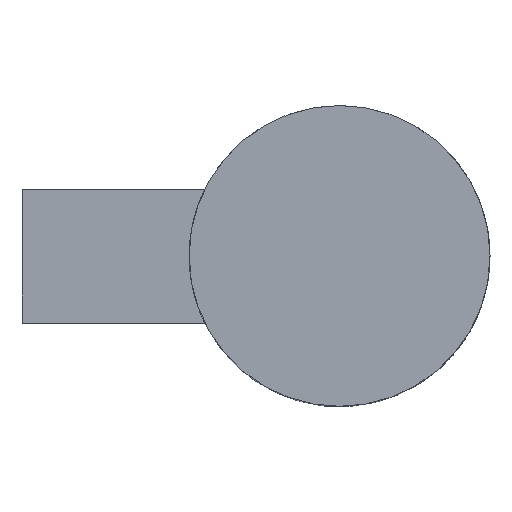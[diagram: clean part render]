
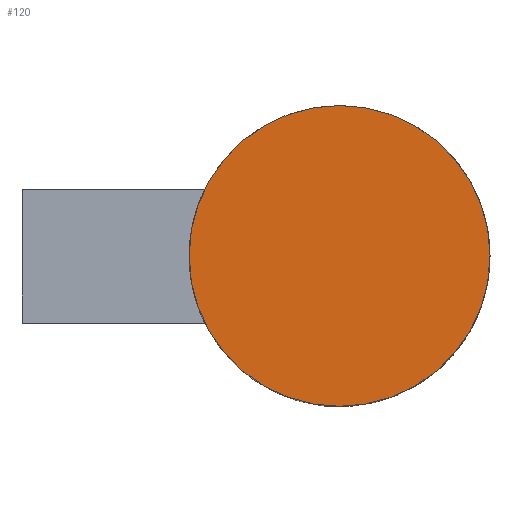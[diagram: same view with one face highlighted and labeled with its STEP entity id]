
A CAD part, top view. The second image highlights one B-rep face of the part: STEP entity #120.
In plain terms, the highlighted planar face has unit normal (0, 0, 1).
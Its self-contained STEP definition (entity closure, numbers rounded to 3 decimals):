
#7 = VERTEX_POINT ( 'NONE', #383 ) ;
#9 = EDGE_LOOP ( 'NONE', ( #457, #46 ) ) ;
#13 = CARTESIAN_POINT ( 'NONE',  ( 0., 0., 15.5 ) ) ;
#36 = CARTESIAN_POINT ( 'NONE',  ( 9., 0., 15.5 ) ) ;
#37 = AXIS2_PLACEMENT_3D ( 'NONE', #13, #256, #212 ) ;
#46 = ORIENTED_EDGE ( 'NONE', *, *, #573, .T. ) ;
#53 = CIRCLE ( 'NONE', #182, 9. ) ;
#120 = ADVANCED_FACE ( 'NONE', ( #157 ), #338, .T. ) ;
#128 = AXIS2_PLACEMENT_3D ( 'NONE', #208, #351, #253 ) ;
#146 = EDGE_CURVE ( 'NONE', #7, #318, #568, .T. ) ;
#157 = FACE_OUTER_BOUND ( 'NONE', #9, .T. ) ;
#182 = AXIS2_PLACEMENT_3D ( 'NONE', #513, #228, #524 ) ;
#208 = CARTESIAN_POINT ( 'NONE',  ( 0., 0., 15.5 ) ) ;
#212 = DIRECTION ( 'NONE',  ( 1., 0., 0. ) ) ;
#228 = DIRECTION ( 'NONE',  ( 0., 0., 1. ) ) ;
#253 = DIRECTION ( 'NONE',  ( 1., 0., 0. ) ) ;
#256 = DIRECTION ( 'NONE',  ( 0., 0., 1. ) ) ;
#318 = VERTEX_POINT ( 'NONE', #36 ) ;
#338 = PLANE ( 'NONE',  #128 ) ;
#351 = DIRECTION ( 'NONE',  ( 0., 0., 1. ) ) ;
#383 = CARTESIAN_POINT ( 'NONE',  ( -9., 0., 15.5 ) ) ;
#457 = ORIENTED_EDGE ( 'NONE', *, *, #146, .T. ) ;
#513 = CARTESIAN_POINT ( 'NONE',  ( 0., 0., 15.5 ) ) ;
#524 = DIRECTION ( 'NONE',  ( 1., 0., 0. ) ) ;
#568 = CIRCLE ( 'NONE', #37, 9. ) ;
#573 = EDGE_CURVE ( 'NONE', #318, #7, #53, .T. ) ;
